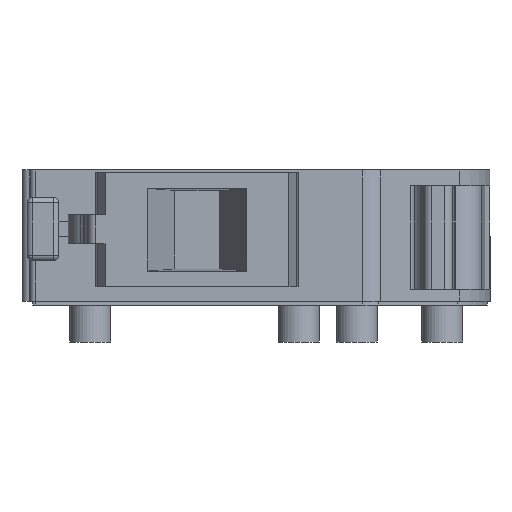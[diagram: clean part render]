
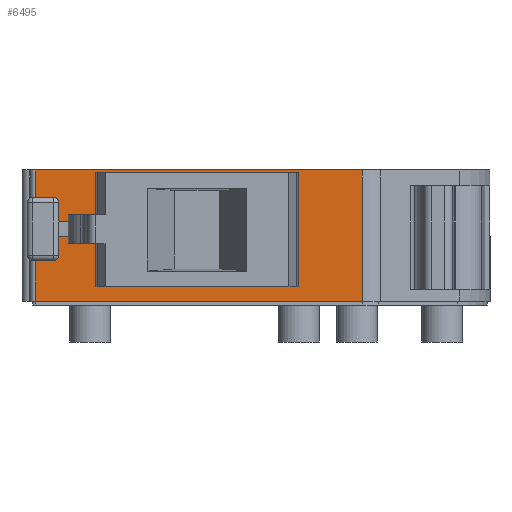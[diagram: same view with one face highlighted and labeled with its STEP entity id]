
A CAD part, front view. The second image highlights one B-rep face of the part: STEP entity #6495.
In plain terms, the highlighted planar face has unit normal (0, -1, 0).
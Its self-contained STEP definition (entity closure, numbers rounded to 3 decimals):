
#10 = LINE ( 'NONE', #7926, #3518 ) ;
#48 = LINE ( 'NONE', #4072, #7499 ) ;
#54 = DIRECTION ( 'NONE',  ( 0., 0., 1. ) ) ;
#277 = CARTESIAN_POINT ( 'NONE',  ( -12.904, 7.79, 0.606 ) ) ;
#364 = ORIENTED_EDGE ( 'NONE', *, *, #8158, .F. ) ;
#407 = EDGE_CURVE ( 'NONE', #5344, #2178, #10, .T. ) ;
#431 = VERTEX_POINT ( 'NONE', #8016 ) ;
#464 = CARTESIAN_POINT ( 'NONE',  ( -15.346, 7.79, 2.056 ) ) ;
#709 = VERTEX_POINT ( 'NONE', #7756 ) ;
#733 = CARTESIAN_POINT ( 'NONE',  ( -12.904, 7.79, -2.844 ) ) ;
#787 = CARTESIAN_POINT ( 'NONE',  ( -25.359, 7.79, -0.794 ) ) ;
#885 = ORIENTED_EDGE ( 'NONE', *, *, #4583, .F. ) ;
#925 = EDGE_CURVE ( 'NONE', #8497, #1135, #5601, .T. ) ;
#1045 = VECTOR ( 'NONE', #4335, 1000. ) ;
#1068 = CARTESIAN_POINT ( 'NONE',  ( -12.904, 7.79, 2.056 ) ) ;
#1132 = EDGE_CURVE ( 'NONE', #709, #2961, #5913, .T. ) ;
#1135 = VERTEX_POINT ( 'NONE', #464 ) ;
#1165 = DIRECTION ( 'NONE',  ( 1., 0., 0. ) ) ;
#1371 = ORIENTED_EDGE ( 'NONE', *, *, #2450, .F. ) ;
#1414 = CARTESIAN_POINT ( 'NONE',  ( -12.904, 7.79, 2.156 ) ) ;
#1433 = ORIENTED_EDGE ( 'NONE', *, *, #4249, .F. ) ;
#1769 = EDGE_LOOP ( 'NONE', ( #7496, #885, #4403, #5107, #8241, #1371, #1433, #4261 ) ) ;
#1790 = LINE ( 'NONE', #277, #3773 ) ;
#1929 = FACE_OUTER_BOUND ( 'NONE', #1769, .T. ) ;
#1961 = PLANE ( 'NONE',  #2167 ) ;
#1988 = EDGE_LOOP ( 'NONE', ( #7456, #364, #2810, #2785 ) ) ;
#2139 = VERTEX_POINT ( 'NONE', #7295 ) ;
#2167 = AXIS2_PLACEMENT_3D ( 'NONE', #4047, #7511, #4651 ) ;
#2178 = VERTEX_POINT ( 'NONE', #5899 ) ;
#2216 = VERTEX_POINT ( 'NONE', #8213 ) ;
#2261 = DIRECTION ( 'NONE',  ( -1., 0., 0. ) ) ;
#2310 = CARTESIAN_POINT ( 'NONE',  ( -24.759, 7.79, 0.606 ) ) ;
#2418 = DIRECTION ( 'NONE',  ( -1., 0., 0. ) ) ;
#2450 = EDGE_CURVE ( 'NONE', #2139, #5344, #4458, .T. ) ;
#2748 = CARTESIAN_POINT ( 'NONE',  ( -12.904, 7.79, -2.294 ) ) ;
#2785 = ORIENTED_EDGE ( 'NONE', *, *, #7373, .F. ) ;
#2810 = ORIENTED_EDGE ( 'NONE', *, *, #925, .F. ) ;
#2961 = VERTEX_POINT ( 'NONE', #4642 ) ;
#3082 = VECTOR ( 'NONE', #7132, 1000. ) ;
#3518 = VECTOR ( 'NONE', #5883, 1000. ) ;
#3773 = VECTOR ( 'NONE', #2261, 1000. ) ;
#4014 = FACE_BOUND ( 'NONE', #1988, .T. ) ;
#4047 = CARTESIAN_POINT ( 'NONE',  ( -12.904, 7.79, 2.156 ) ) ;
#4072 = CARTESIAN_POINT ( 'NONE',  ( -25.359, 7.79, -7.844 ) ) ;
#4156 = VERTEX_POINT ( 'NONE', #733 ) ;
#4249 = EDGE_CURVE ( 'NONE', #4156, #2139, #8810, .T. ) ;
#4261 = ORIENTED_EDGE ( 'NONE', *, *, #7862, .F. ) ;
#4294 = CARTESIAN_POINT ( 'NONE',  ( -15.346, 7.79, -2.294 ) ) ;
#4335 = DIRECTION ( 'NONE',  ( 0., 0., -1. ) ) ;
#4343 = VECTOR ( 'NONE', #7573, 1000. ) ;
#4403 = ORIENTED_EDGE ( 'NONE', *, *, #5002, .F. ) ;
#4458 = LINE ( 'NONE', #7638, #4343 ) ;
#4583 = EDGE_CURVE ( 'NONE', #2216, #709, #48, .T. ) ;
#4642 = CARTESIAN_POINT ( 'NONE',  ( -12.904, 7.79, 2.156 ) ) ;
#4651 = DIRECTION ( 'NONE',  ( -1., 0., 0. ) ) ;
#4710 = LINE ( 'NONE', #7760, #7652 ) ;
#4912 = LINE ( 'NONE', #1414, #1045 ) ;
#5002 = EDGE_CURVE ( 'NONE', #6158, #2216, #1790, .T. ) ;
#5107 = ORIENTED_EDGE ( 'NONE', *, *, #7037, .F. ) ;
#5344 = VERTEX_POINT ( 'NONE', #787 ) ;
#5586 = DIRECTION ( 'NONE',  ( 1., 0., 0. ) ) ;
#5601 = LINE ( 'NONE', #7100, #6227 ) ;
#5741 = DIRECTION ( 'NONE',  ( -1., 0., 0. ) ) ;
#5883 = DIRECTION ( 'NONE',  ( 1., 0., 0. ) ) ;
#5899 = CARTESIAN_POINT ( 'NONE',  ( -24.759, 7.79, -0.794 ) ) ;
#5913 = LINE ( 'NONE', #8846, #6660 ) ;
#6158 = VERTEX_POINT ( 'NONE', #2310 ) ;
#6227 = VECTOR ( 'NONE', #7161, 1000. ) ;
#6233 = DIRECTION ( 'NONE',  ( 0., 0., 1. ) ) ;
#6355 = VECTOR ( 'NONE', #2418, 1000. ) ;
#6458 = CARTESIAN_POINT ( 'NONE',  ( -23.046, 7.79, 2.156 ) ) ;
#6495 = ADVANCED_FACE ( 'NONE', ( #4014, #1929 ), #1961, .F. ) ;
#6618 = VECTOR ( 'NONE', #5741, 1000. ) ;
#6660 = VECTOR ( 'NONE', #1165, 1000. ) ;
#6772 = CARTESIAN_POINT ( 'NONE',  ( -23.046, 7.79, 2.056 ) ) ;
#7037 = EDGE_CURVE ( 'NONE', #2178, #6158, #4710, .T. ) ;
#7089 = CARTESIAN_POINT ( 'NONE',  ( -12.904, 7.79, -2.844 ) ) ;
#7100 = CARTESIAN_POINT ( 'NONE',  ( -15.346, 7.79, 2.156 ) ) ;
#7132 = DIRECTION ( 'NONE',  ( 0., 0., -1. ) ) ;
#7161 = DIRECTION ( 'NONE',  ( 0., 0., 1. ) ) ;
#7295 = CARTESIAN_POINT ( 'NONE',  ( -25.359, 7.79, -2.844 ) ) ;
#7373 = EDGE_CURVE ( 'NONE', #431, #8497, #8833, .T. ) ;
#7456 = ORIENTED_EDGE ( 'NONE', *, *, #8066, .F. ) ;
#7496 = ORIENTED_EDGE ( 'NONE', *, *, #1132, .F. ) ;
#7499 = VECTOR ( 'NONE', #6233, 1000. ) ;
#7511 = DIRECTION ( 'NONE',  ( 0., 1., 0. ) ) ;
#7573 = DIRECTION ( 'NONE',  ( 0., 0., 1. ) ) ;
#7638 = CARTESIAN_POINT ( 'NONE',  ( -25.359, 7.79, 2.156 ) ) ;
#7652 = VECTOR ( 'NONE', #54, 1000. ) ;
#7756 = CARTESIAN_POINT ( 'NONE',  ( -25.359, 7.79, 2.156 ) ) ;
#7760 = CARTESIAN_POINT ( 'NONE',  ( -24.759, 7.79, 2.156 ) ) ;
#7862 = EDGE_CURVE ( 'NONE', #2961, #4156, #4912, .T. ) ;
#7926 = CARTESIAN_POINT ( 'NONE',  ( -12.904, 7.79, -0.794 ) ) ;
#8016 = CARTESIAN_POINT ( 'NONE',  ( -23.046, 7.79, -2.294 ) ) ;
#8066 = EDGE_CURVE ( 'NONE', #8975, #431, #8444, .T. ) ;
#8158 = EDGE_CURVE ( 'NONE', #1135, #8975, #8229, .T. ) ;
#8213 = CARTESIAN_POINT ( 'NONE',  ( -25.359, 7.79, 0.606 ) ) ;
#8229 = LINE ( 'NONE', #1068, #6355 ) ;
#8241 = ORIENTED_EDGE ( 'NONE', *, *, #407, .F. ) ;
#8444 = LINE ( 'NONE', #6458, #3082 ) ;
#8497 = VERTEX_POINT ( 'NONE', #4294 ) ;
#8511 = VECTOR ( 'NONE', #5586, 1000. ) ;
#8810 = LINE ( 'NONE', #7089, #6618 ) ;
#8833 = LINE ( 'NONE', #2748, #8511 ) ;
#8846 = CARTESIAN_POINT ( 'NONE',  ( -8.54, 7.79, 2.156 ) ) ;
#8975 = VERTEX_POINT ( 'NONE', #6772 ) ;
